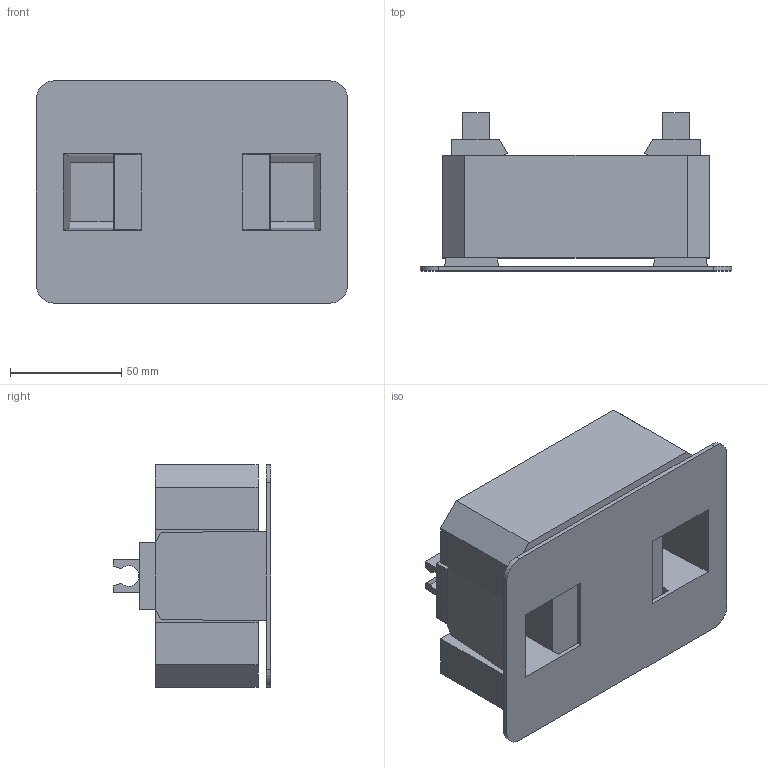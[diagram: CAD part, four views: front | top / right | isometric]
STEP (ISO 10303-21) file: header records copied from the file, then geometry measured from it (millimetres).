
FILE_DESCRIPTION (( 'STEP AP214' ), '1' );
FILE_NAME ('5218997.stp', '2023-04-11T09:49:38', ( '' ), ( '' ), 'SwSTEP 2.0', 'SolidWorks 2022', '' );
FILE_SCHEMA (( 'AUTOMOTIVE_DESIGN' ));
Length unit declared in the file: millimetre
Products named in the file (1): 5218997
Bounding box: 140 x 71 x 100 mm (x, y, z)
Volume: 495937.3 mm3; surface area: 90861.5 mm2
Topology: 2 solids, 2 shells, 96 faces, 262 edges, 172 vertices
Faces by surface type: plane 90, cylinder 6
Entity records: 3025 total; most frequent: CARTESIAN_POINT 531, ORIENTED_EDGE 524, DIRECTION 468, EDGE_CURVE 262, VECTOR 250, LINE 250, VERTEX_POINT 172, AXIS2_PLACEMENT_3D 109
